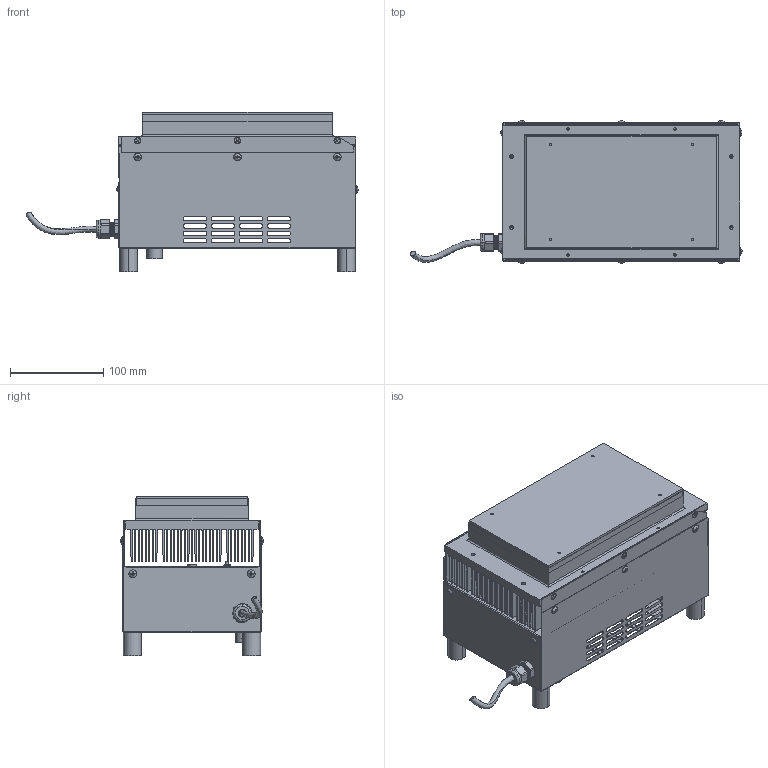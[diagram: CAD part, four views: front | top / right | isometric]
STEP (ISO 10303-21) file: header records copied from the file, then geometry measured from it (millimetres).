
FILE_DESCRIPTION (( 'STEP AP203' ), '1' );
FILE_NAME ('AHP-451CP.STEP', '2016-05-25T19:25:37', ( '' ), ( '' ), 'SwSTEP 2.0', 'SolidWorks 2016', '' );
FILE_SCHEMA (( 'CONFIG_CONTROL_DESIGN' ));
Products named in the file (1): AHP-451CP
Bounding box: 355.72 x 152.63 x 170.98 mm (x, y, z)
Surface area: 1065290.4 mm2 (no closed solid volume)
Topology: 0 solids, 104 shells, 1353 faces, 4778 edges, 3447 vertices
Faces by surface type: plane 663, cylinder 445, bspline 160, cone 49, sphere 32, torus 4
Entity records: 60732 total; most frequent: CARTESIAN_POINT 20584, DIRECTION 7841, ORIENTED_EDGE 7822, EDGE_CURVE 4778, VERTEX_POINT 3447, AXIS2_PLACEMENT_3D 2677, LINE 2487, VECTOR 2487
